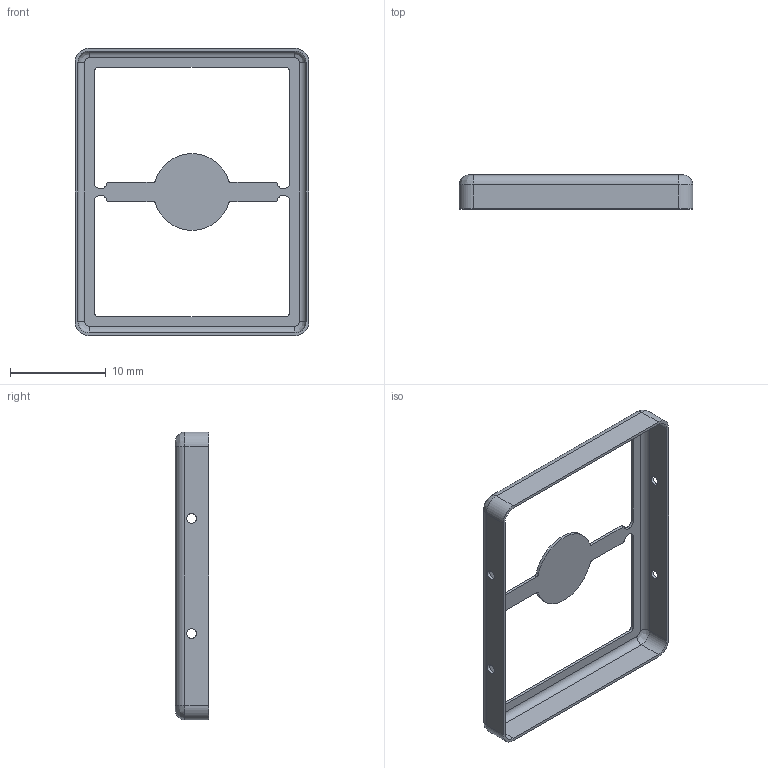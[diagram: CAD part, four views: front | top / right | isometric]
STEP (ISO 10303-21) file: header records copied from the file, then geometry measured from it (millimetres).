
FILE_DESCRIPTION( ( 'Unknown' ), '1' );
FILE_NAME( '3670299_Frame.stp', 'Unknown', ( 'Unknown' ), ( 'Unknown' ), 'PSStep 21.0.46', 'Unknown', ' ' );
FILE_SCHEMA( ( 'AUTOMOTIVE_DESIGN { 1 0 10303 214 1 1 1 1 }' ) );
Length unit declared in the file: millimetre
Products named in the file (1): MS300-10F
Bounding box: 24.4 x 3.5 x 30 mm (x, y, z)
Volume: 170.2 mm3; surface area: 1211.5 mm2
Topology: 1 solids, 1 shells, 67 faces, 176 edges, 112 vertices
Faces by surface type: cylinder 38, plane 21, bspline 8
Full cylindrical faces by diameter (mm): 1 x4
Entity records: 2730 total; most frequent: CARTESIAN_POINT 472, DIRECTION 376, ORIENTED_EDGE 344, EDGE_CURVE 172, AXIS2_PLACEMENT_3D 144, VERTEX_POINT 112, LINE 88, VECTOR 88
